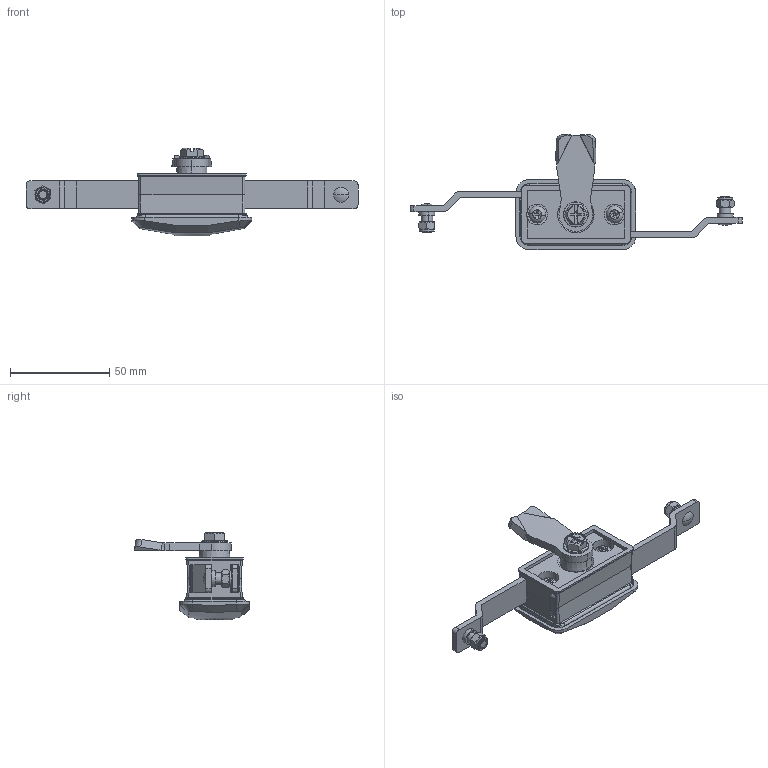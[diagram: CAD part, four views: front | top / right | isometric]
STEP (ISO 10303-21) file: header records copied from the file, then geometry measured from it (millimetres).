
FILE_DESCRIPTION (( 'STEP AP203' ), '1' );
FILE_NAME ('KI03.79.CC.R-L.STEP', '2022-08-25T13:55:28', ( '' ), ( '' ), 'SwSTEP 2.0', 'SolidWorks 2021', '' );
FILE_SCHEMA (( 'CONFIG_CONTROL_DESIGN' ));
Length unit declared in the file: millimetre
Products named in the file (1): KI03.79.CC.R-L
Bounding box: 167.27 x 57.92 x 44.15 mm (x, y, z)
Surface area: 24081 mm2 (no closed solid volume)
Topology: 0 solids, 23 shells, 359 faces, 1187 edges, 844 vertices
Faces by surface type: plane 157, cylinder 100, bspline 39, torus 34, cone 23, sphere 6
Entity records: 16886 total; most frequent: CARTESIAN_POINT 7635, ORIENTED_EDGE 1977, DIRECTION 1557, EDGE_CURVE 1187, VERTEX_POINT 844, AXIS2_PLACEMENT_3D 558, VECTOR 441, LINE 441
